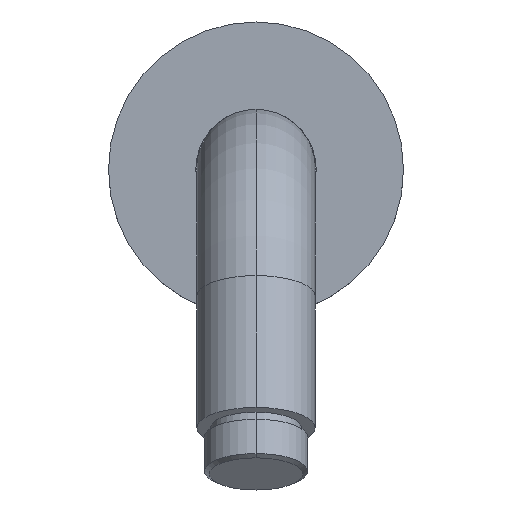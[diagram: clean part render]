
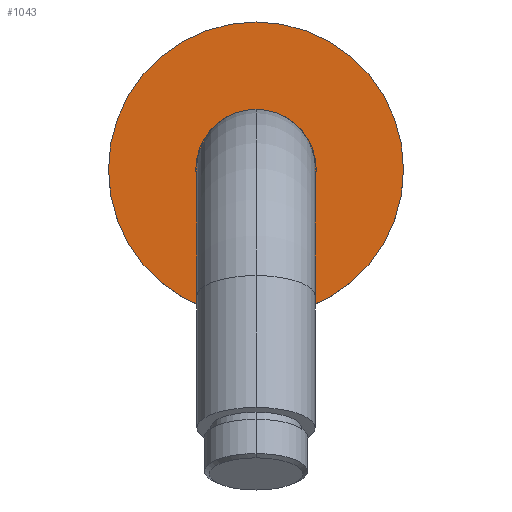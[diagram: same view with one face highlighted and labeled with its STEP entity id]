
A CAD part, top view. The second image highlights one B-rep face of the part: STEP entity #1043.
In plain terms, the highlighted planar face has unit normal (0, 0, 1).
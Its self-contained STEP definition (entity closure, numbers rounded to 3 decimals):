
#191=CARTESIAN_POINT('',(0.,0.,15.));
#192=DIRECTION('',(0.,0.,1.));
#193=DIRECTION('',(-1.,0.,0.));
#194=AXIS2_PLACEMENT_3D('',#191,#192,#193);
#196=CARTESIAN_POINT('',(0.,0.,15.));
#197=DIRECTION('',(0.,0.,-1.));
#198=DIRECTION('',(-1.,0.,0.));
#199=AXIS2_PLACEMENT_3D('',#196,#197,#198);
#201=CARTESIAN_POINT('',(0.,0.,15.));
#202=DIRECTION('',(0.,0.,1.));
#203=DIRECTION('',(0.,-1.,0.));
#204=AXIS2_PLACEMENT_3D('',#201,#202,#203);
#210=CARTESIAN_POINT('',(0.,0.,15.));
#211=DIRECTION('',(0.,0.,1.));
#212=DIRECTION('',(0.,1.,0.));
#213=AXIS2_PLACEMENT_3D('',#210,#211,#212);
#555=CARTESIAN_POINT('',(-30.,0.,15.));
#557=VERTEX_POINT('',#555);
#571=CARTESIAN_POINT('',(30.,0.,15.));
#573=VERTEX_POINT('',#571);
#590=CARTESIAN_POINT('',(0.,-12.,15.));
#591=CARTESIAN_POINT('',(0.,12.,15.));
#592=VERTEX_POINT('',#590);
#593=VERTEX_POINT('',#591);
#1028=CARTESIAN_POINT('',(0.,0.,15.));
#1029=DIRECTION('',(0.,0.,-1.));
#1030=DIRECTION('',(1.,0.,0.));
#1031=AXIS2_PLACEMENT_3D('',#1028,#1029,#1030);
#1032=PLANE('',#1031);
#1033=ORIENTED_EDGE('',*,*,#1014,.F.);
#1034=ORIENTED_EDGE('',*,*,#996,.T.);
#1035=EDGE_LOOP('',(#1033,#1034));
#1036=FACE_OUTER_BOUND('',#1035,.F.);
#1038=ORIENTED_EDGE('',*,*,#1037,.T.);
#1040=ORIENTED_EDGE('',*,*,#1039,.T.);
#1041=EDGE_LOOP('',(#1038,#1040));
#1042=FACE_BOUND('',#1041,.F.);
#1043=ADVANCED_FACE('',(#1036,#1042),#1032,.F.);
#195=CIRCLE('',#194,30.);
#200=CIRCLE('',#199,30.);
#205=CIRCLE('',#204,12.);
#214=CIRCLE('',#213,12.);
#996=EDGE_CURVE('',#557,#573,#200,.T.);
#1014=EDGE_CURVE('',#557,#573,#195,.T.);
#1037=EDGE_CURVE('',#592,#593,#205,.T.);
#1039=EDGE_CURVE('',#593,#592,#214,.T.);
